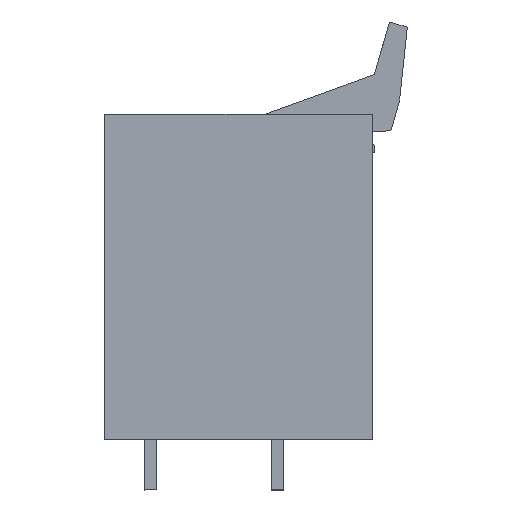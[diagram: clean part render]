
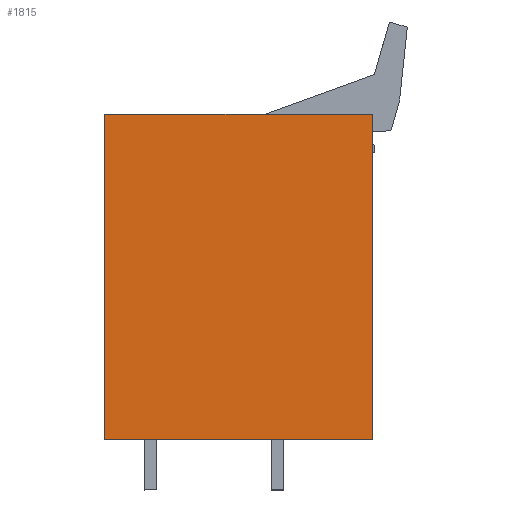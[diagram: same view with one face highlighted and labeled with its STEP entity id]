
A CAD part, left-side view. The second image highlights one B-rep face of the part: STEP entity #1815.
In plain terms, the highlighted planar face has unit normal (-1, 0, 0).
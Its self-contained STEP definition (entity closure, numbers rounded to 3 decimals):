
#1795=AXIS2_PLACEMENT_3D('Plane Axis2P3D',#1792,#1793,#1794) ;
#593=CARTESIAN_POINT('Vertex',(0.,3.452,5.)) ;
#596=CARTESIAN_POINT('Line Origine',(0.,16.677,5.)) ;
#600=CARTESIAN_POINT('Vertex',(0.,29.902,5.)) ;
#1000=CARTESIAN_POINT('Vertex',(0.,3.452,37.13)) ;
#1003=CARTESIAN_POINT('Line Origine',(0.,3.452,21.065)) ;
#1792=CARTESIAN_POINT('Axis2P3D Location',(0.,29.902,0.)) ;
#1797=CARTESIAN_POINT('Line Origine',(0.,16.677,37.13)) ;
#1801=CARTESIAN_POINT('Vertex',(0.,29.902,37.13)) ;
#1804=CARTESIAN_POINT('Line Origine',(0.,29.902,21.065)) ;
#597=DIRECTION('Vector Direction',(0.,-1.,0.)) ;
#1004=DIRECTION('Vector Direction',(0.,0.,1.)) ;
#1793=DIRECTION('Axis2P3D Direction',(-1.,0.,0.)) ;
#1794=DIRECTION('Axis2P3D XDirection',(0.,-1.,0.)) ;
#1798=DIRECTION('Vector Direction',(0.,-1.,0.)) ;
#1805=DIRECTION('Vector Direction',(0.,0.,1.)) ;
#598=VECTOR('Line Direction',#597,1.) ;
#1005=VECTOR('Line Direction',#1004,1.) ;
#1799=VECTOR('Line Direction',#1798,1.) ;
#1806=VECTOR('Line Direction',#1805,1.) ;
#1810=ORIENTED_EDGE('',*,*,#1007,.F.) ;
#1811=ORIENTED_EDGE('',*,*,#1803,.F.) ;
#1812=ORIENTED_EDGE('',*,*,#1808,.F.) ;
#1813=ORIENTED_EDGE('',*,*,#602,.F.) ;
#1815=ADVANCED_FACE('HOUSING',(#1814),#1796,.T.) ;
#602=EDGE_CURVE('',#594,#601,#599,.F.) ;
#1007=EDGE_CURVE('',#1001,#594,#1006,.F.) ;
#1803=EDGE_CURVE('',#1802,#1001,#1800,.T.) ;
#1808=EDGE_CURVE('',#601,#1802,#1807,.T.) ;
#1809=EDGE_LOOP('',(#1810,#1811,#1812,#1813)) ;
#1814=FACE_OUTER_BOUND('',#1809,.T.) ;
#599=LINE('Line',#596,#598) ;
#1006=LINE('Line',#1003,#1005) ;
#1800=LINE('Line',#1797,#1799) ;
#1807=LINE('Line',#1804,#1806) ;
#1796=PLANE('',#1795) ;
#594=VERTEX_POINT('',#593) ;
#601=VERTEX_POINT('',#600) ;
#1001=VERTEX_POINT('',#1000) ;
#1802=VERTEX_POINT('',#1801) ;
